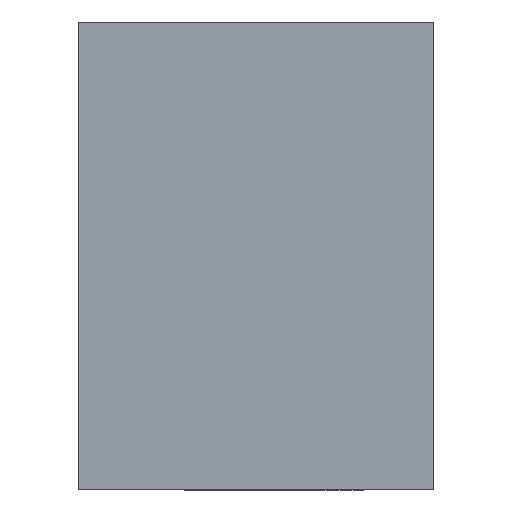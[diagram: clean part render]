
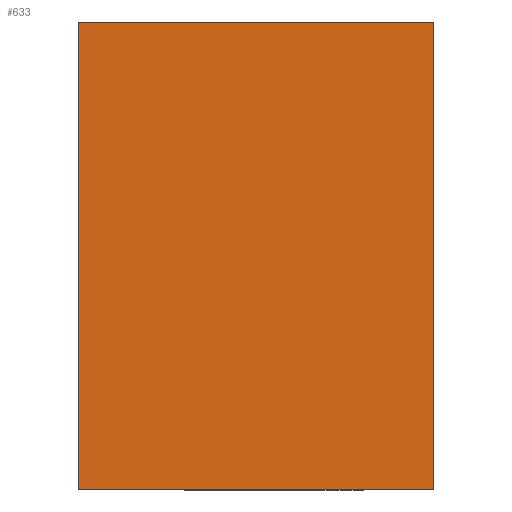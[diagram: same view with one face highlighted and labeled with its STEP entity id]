
A CAD part, left-side view. The second image highlights one B-rep face of the part: STEP entity #633.
In plain terms, the highlighted planar face has unit normal (-1, 0, 0).
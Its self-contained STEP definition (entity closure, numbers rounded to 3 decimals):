
#10 = CARTESIAN_POINT ( 'NONE',  ( 0., 0.2, 0. ) ) ;
#39 = VERTEX_POINT ( 'NONE', #160 ) ;
#42 = EDGE_LOOP ( 'NONE', ( #661, #118, #452, #70 ) ) ;
#61 = LINE ( 'NONE', #657, #614 ) ;
#70 = ORIENTED_EDGE ( 'NONE', *, *, #172, .T. ) ;
#85 = LINE ( 'NONE', #584, #423 ) ;
#95 = EDGE_CURVE ( 'NONE', #425, #39, #85, .T. ) ;
#98 = VECTOR ( 'NONE', #352, 1000. ) ;
#114 = FACE_OUTER_BOUND ( 'NONE', #42, .T. ) ;
#118 = ORIENTED_EDGE ( 'NONE', *, *, #190, .F. ) ;
#160 = CARTESIAN_POINT ( 'NONE',  ( 0., 0.2, 5. ) ) ;
#162 = DIRECTION ( 'NONE',  ( -1., 0., 0. ) ) ;
#172 = EDGE_CURVE ( 'NONE', #39, #216, #61, .T. ) ;
#175 = CARTESIAN_POINT ( 'NONE',  ( 0., 4., 0. ) ) ;
#190 = EDGE_CURVE ( 'NONE', #425, #223, #460, .T. ) ;
#194 = LINE ( 'NONE', #175, #98 ) ;
#216 = VERTEX_POINT ( 'NONE', #650 ) ;
#223 = VERTEX_POINT ( 'NONE', #270 ) ;
#259 = DIRECTION ( 'NONE',  ( 0., 1., 0. ) ) ;
#270 = CARTESIAN_POINT ( 'NONE',  ( 0., 4., 0. ) ) ;
#319 = VECTOR ( 'NONE', #324, 1000. ) ;
#324 = DIRECTION ( 'NONE',  ( 0., 1., 0. ) ) ;
#352 = DIRECTION ( 'NONE',  ( 0., 0., 1. ) ) ;
#383 = CARTESIAN_POINT ( 'NONE',  ( 0., 0.2, 0. ) ) ;
#422 = PLANE ( 'NONE',  #635 ) ;
#423 = VECTOR ( 'NONE', #577, 1000. ) ;
#425 = VERTEX_POINT ( 'NONE', #10 ) ;
#452 = ORIENTED_EDGE ( 'NONE', *, *, #95, .T. ) ;
#455 = DIRECTION ( 'NONE',  ( 0., 0., 1. ) ) ;
#460 = LINE ( 'NONE', #383, #319 ) ;
#577 = DIRECTION ( 'NONE',  ( 0., 0., 1. ) ) ;
#584 = CARTESIAN_POINT ( 'NONE',  ( 0., 0.2, 0. ) ) ;
#614 = VECTOR ( 'NONE', #259, 1000. ) ;
#619 = CARTESIAN_POINT ( 'NONE',  ( 0., 0.2, 0. ) ) ;
#633 = ADVANCED_FACE ( 'NONE', ( #114 ), #422, .T. ) ;
#635 = AXIS2_PLACEMENT_3D ( 'NONE', #619, #162, #455 ) ;
#636 = EDGE_CURVE ( 'NONE', #223, #216, #194, .T. ) ;
#650 = CARTESIAN_POINT ( 'NONE',  ( 0., 4., 5. ) ) ;
#657 = CARTESIAN_POINT ( 'NONE',  ( 0., 0.2, 5. ) ) ;
#661 = ORIENTED_EDGE ( 'NONE', *, *, #636, .F. ) ;
